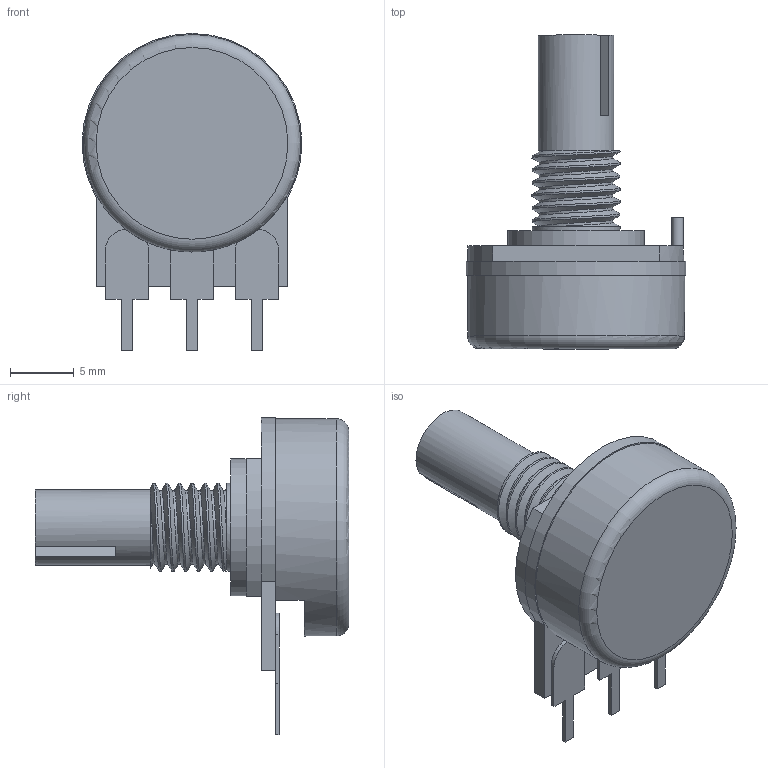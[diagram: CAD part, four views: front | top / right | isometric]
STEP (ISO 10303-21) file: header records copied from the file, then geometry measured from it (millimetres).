
FILE_DESCRIPTION(/* description */ (''),/* implementation_level */ '2;1');
FILE_NAME(/* name */ 'CHEAP-POT v7.step',/* time_stamp */ '2022-07-01T14:32:38-07:00',/* author */ (''),/* organization */ (''),/* preprocessor_version */ 'ST-DEVELOPER v19',/* originating_system */ 'Autodesk Translation Framework v11.7.0.108',/* authorisation */ '');
FILE_SCHEMA (('AUTOMOTIVE_DESIGN { 1 0 10303 214 3 1 1 }'));
Length unit declared in the file: millimetre
Products named in the file (1): CHEAP-POT
Bounding box: 17.2 x 24.55 x 24.81 mm (x, y, z)
Volume: 2301.6 mm3; surface area: 2471 mm2
Topology: 7 solids, 7 shells, 79 faces, 189 edges, 126 vertices
Faces by surface type: plane 51, cylinder 25, bspline 2, torus 1
Full cylindrical faces by diameter (mm): 5.764 x3, 5.9 x1, 6.884 x4, 10.7 x1, 17 x1
Entity records: 3355 total; most frequent: CARTESIAN_POINT 1483, ORIENTED_EDGE 378, DIRECTION 352, EDGE_CURVE 189, VERTEX_POINT 126, LINE 118, VECTOR 118, AXIS2_PLACEMENT_3D 117
